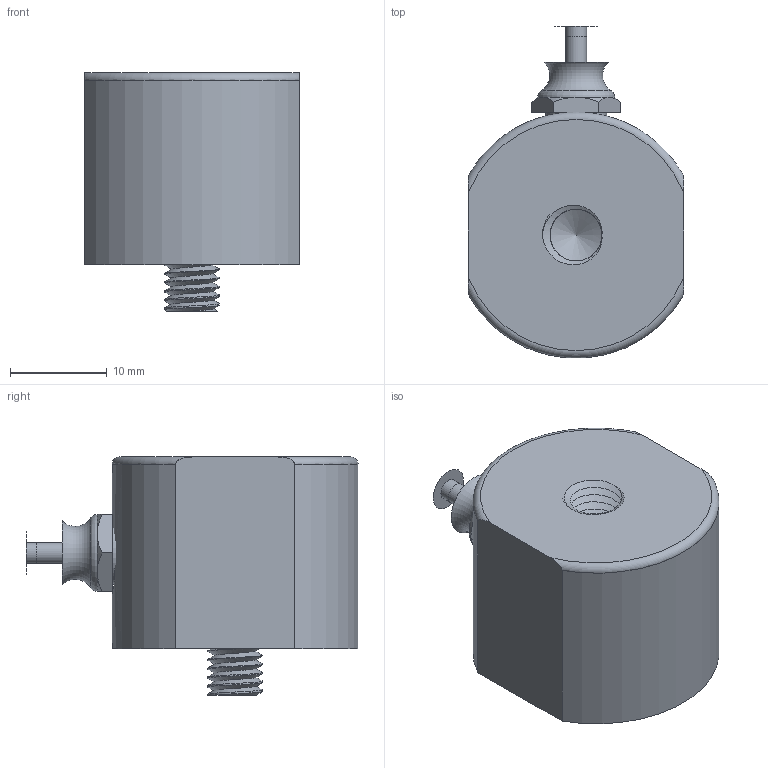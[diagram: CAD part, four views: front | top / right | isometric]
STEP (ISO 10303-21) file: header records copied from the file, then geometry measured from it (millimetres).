
FILE_DESCRIPTION(/* description */ (''),/* implementation_level */ '2;1');
FILE_NAME(/* name */ 'MH134-3A.stp',/* time_stamp */ '2019-08-08T11:34:43-04:00',/* author */ ('lcup'),/* organization */ (''),/* preprocessor_version */ 'ST-DEVELOPER v17.2',/* originating_system */ 'Autodesk Inventor 2019',/* authorisation */ '');
FILE_SCHEMA (('AUTOMOTIVE_DESIGN { 1 0 10303 214 3 1 1 }'));
Length unit declared in the file: inch
Products named in the file (3): MH134-3A; MHP10214; MHP10090
Assembly tree (2 placements, depth 2):
  MH134-3A
    MHP10214
    MHP10090
Bounding box: 22.23 x 34.28 x 24.57 mm (x, y, z)
Volume: 9317.4 mm3; surface area: 3745.9 mm2
Topology: 3 solids, 3 shells, 45 faces, 119 edges, 80 vertices
Faces by surface type: plane 16, cylinder 14, bspline 5, cone 4, torus 4, sphere 2
Full cylindrical faces by diameter (mm): 2.159 x2, 3.175 x1, 5.359 x2, 5.664 x4, 6.35 x1
Entity records: 4368 total; most frequent: CARTESIAN_POINT 3214, ORIENTED_EDGE 230, DIRECTION 202, EDGE_CURVE 115, AXIS2_PLACEMENT_3D 81, VERTEX_POINT 80, EDGE_LOOP 53, FACE_OUTER_BOUND 45
